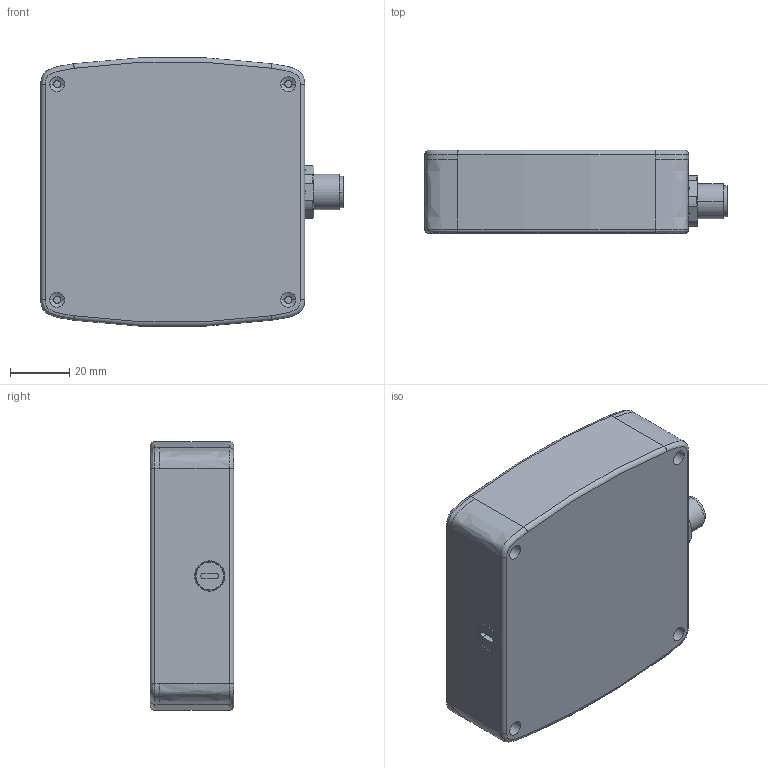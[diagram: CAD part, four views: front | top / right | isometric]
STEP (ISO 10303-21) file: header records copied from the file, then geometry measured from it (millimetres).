
FILE_DESCRIPTION((''),'2;1');
FILE_NAME('144929_SW','2010-04-26T',('banengservice'),('BANNER ENGINEERING'),'PRO/ENGINEER BY PARAMETRIC TECHNOLOGY CORPORATION, 2009141','PRO/ENGINEER BY PARAMETRIC TECHNOLOGY CORPORATION, 2009141','');
FILE_SCHEMA(('CONFIG_CONTROL_DESIGN'));
Length unit declared in the file: inch
Products named in the file (1): 144929_SW
Bounding box: 102 x 28.18 x 90.5 mm (x, y, z)
Volume: 201709 mm3; surface area: 38311.2 mm2
Topology: 1 solids, 1 shells, 300 faces, 698 edges, 434 vertices
Faces by surface type: plane 106, cylinder 90, cone 54, torus 26, bspline 24
Entity records: 10740 total; most frequent: CARTESIAN_POINT 3854, DIRECTION 1452, ORIENTED_EDGE 1396, EDGE_CURVE 698, AXIS2_PLACEMENT_3D 540, VERTEX_POINT 434, VECTOR 372, LINE 372
